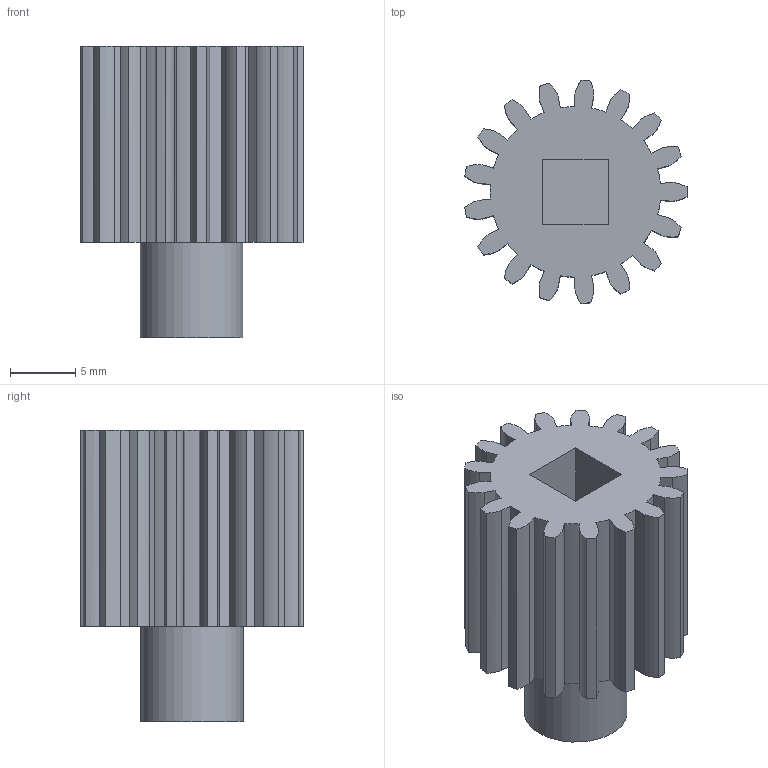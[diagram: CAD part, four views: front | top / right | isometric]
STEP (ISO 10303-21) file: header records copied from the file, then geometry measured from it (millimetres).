
FILE_DESCRIPTION(/* description */ ('','CAx-IF Rec.Pracs.---Representation and Presentation of Product Manufacturing Information (PMI)---4.0---2014-10-13'),/* implementation_level */ '2;1');
FILE_NAME(/* name */ 'small_reduction_gear.step',/* time_stamp */ '2024-12-30T10:26:36+05:30',/* author */ (''),/* organization */ (''),/* preprocessor_version */ 'ST-DEVELOPER v20',/* originating_system */ 'Autodesk Translation Framework v13.20.0.188',/* authorisation */ '');
FILE_SCHEMA (('AP242_MANAGED_MODEL_BASED_3D_ENGINEERING_MIM_LF { 1 0 10303 442 1 1 4 }'));
Length unit declared in the file: millimetre
Products named in the file (1): small_reduction_gear
Bounding box: 17.01 x 17.08 x 22.3 mm (x, y, z)
Volume: 2892.4 mm3; surface area: 2195.4 mm2
Topology: 1 solids, 1 shells, 145 faces, 423 edges, 282 vertices
Faces by surface type: plane 76, cylinder 35, bspline 34
Full cylindrical faces by diameter (mm): 7.85 x1
Entity records: 38086 total; most frequent: CARTESIAN_POINT 34681, ORIENTED_EDGE 846, DIRECTION 581, EDGE_CURVE 423, VERTEX_POINT 282, LINE 217, VECTOR 217, AXIS2_PLACEMENT_3D 182
